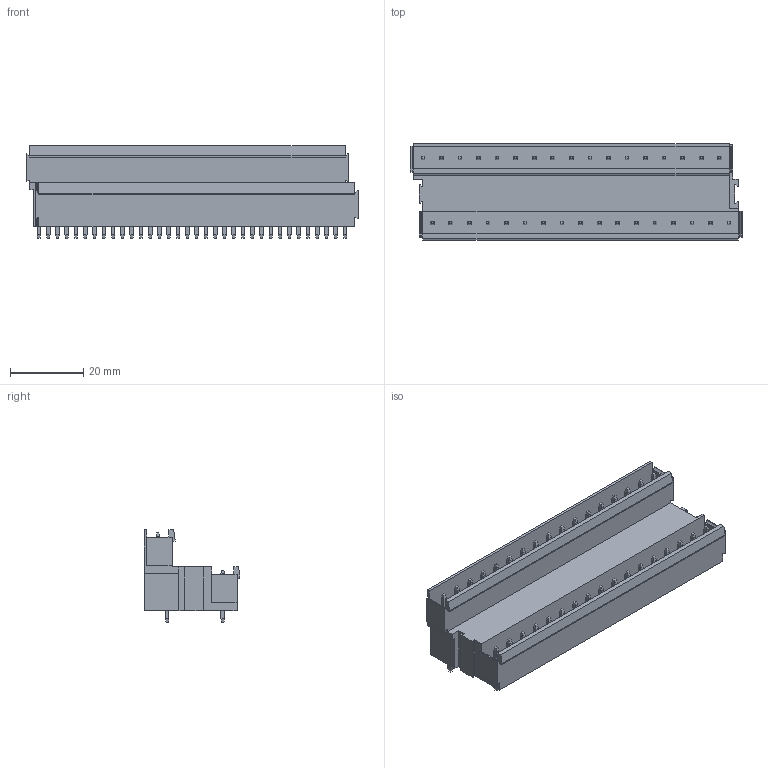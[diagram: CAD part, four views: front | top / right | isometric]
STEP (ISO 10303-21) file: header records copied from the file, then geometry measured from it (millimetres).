
FILE_DESCRIPTION(('CATIA V5 STEP Exchange','CAx-IF Rec.Pracs.--- Model Styling and Organization---1.2---2011-12-15'),'2;1');
FILE_NAME ('D1455009_0_1726890000_1726890000.stp','2018-11-10T05:12:49+00:00',('none'),('Weidmueller'),'CATIA Version 5-6 Release 2014','CATIA V5 STEP AP214','none');
FILE_SCHEMA(('AUTOMOTIVE_DESIGN { 1 0 10303 214 1 1 1 1 }'));
Length unit declared in the file: millimetre
Products named in the file (1): 1726890000
Bounding box: 90.9 x 26.28 x 25.36 mm (x, y, z)
Volume: 25057.1 mm3; surface area: 16329.5 mm2
Topology: 35 solids, 35 shells, 971 faces, 2423 edges, 1522 vertices
Faces by surface type: plane 835, cylinder 136
Entity records: 25048 total; most frequent: ORIENTED_EDGE 4846, CARTESIAN_POINT 4589, DIRECTION 2893, EDGE_CURVE 2423, VECTOR 1879, LINE 1879, VERTEX_POINT 1522, EDGE_LOOP 1039
